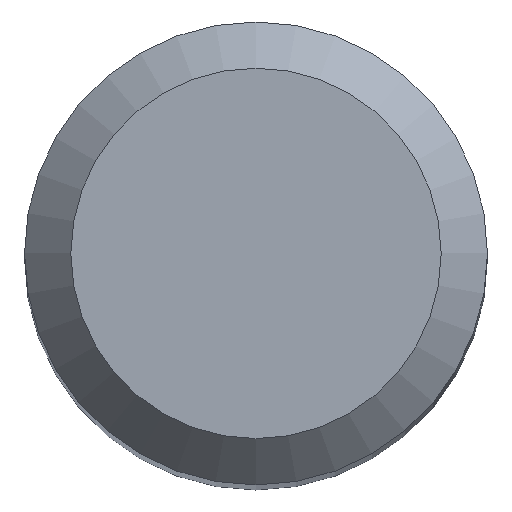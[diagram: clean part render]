
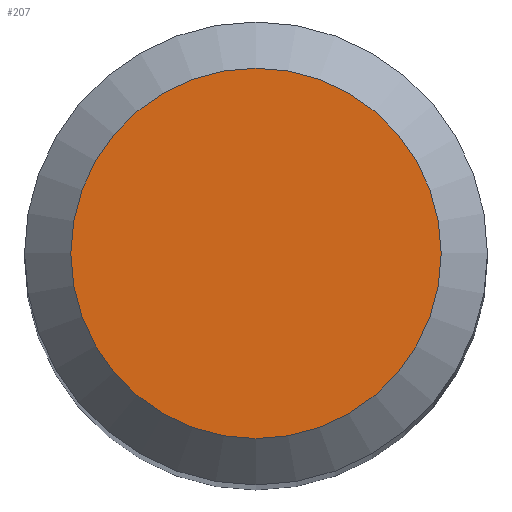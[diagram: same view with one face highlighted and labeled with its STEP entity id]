
A CAD part, top view. The second image highlights one B-rep face of the part: STEP entity #207.
In plain terms, the highlighted planar face has unit normal (0, 0, 1).
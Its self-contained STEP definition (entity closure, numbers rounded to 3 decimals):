
#47 = EDGE_LOOP ( 'NONE', ( #64 ) ) ;
#56 = FACE_OUTER_BOUND ( 'NONE', #47, .T. ) ;
#57 = VERTEX_POINT ( 'NONE', #240 ) ;
#64 = ORIENTED_EDGE ( 'NONE', *, *, #229, .F. ) ;
#108 = DIRECTION ( 'NONE',  ( 0., 1., 0. ) ) ;
#154 = AXIS2_PLACEMENT_3D ( 'NONE', #205, #203, #185 ) ;
#185 = DIRECTION ( 'NONE',  ( 0., 1., 0. ) ) ;
#188 = CARTESIAN_POINT ( 'NONE',  ( 0., 0., 50. ) ) ;
#203 = DIRECTION ( 'NONE',  ( 0., 0., -1. ) ) ;
#205 = CARTESIAN_POINT ( 'NONE',  ( 0., 0., 50. ) ) ;
#207 = ADVANCED_FACE ( 'NONE', ( #56 ), #225, .F. ) ;
#225 = PLANE ( 'NONE',  #154 ) ;
#227 = DIRECTION ( 'NONE',  ( 0., 0., -1. ) ) ;
#229 = EDGE_CURVE ( 'NONE', #57, #57, #232, .T. ) ;
#232 = CIRCLE ( 'NONE', #238, 2.4 ) ;
#238 = AXIS2_PLACEMENT_3D ( 'NONE', #188, #227, #108 ) ;
#240 = CARTESIAN_POINT ( 'NONE',  ( 0., 2.4, 50. ) ) ;
